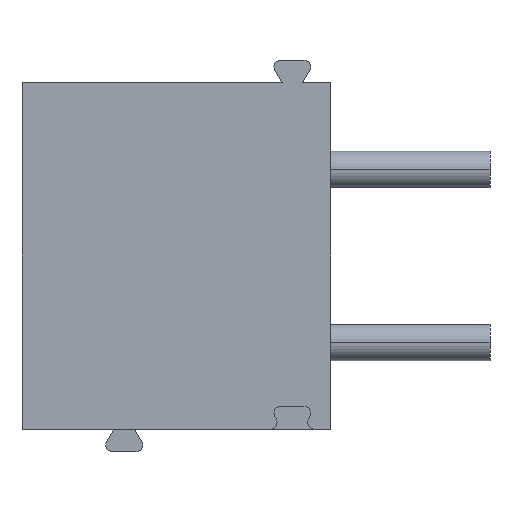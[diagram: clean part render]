
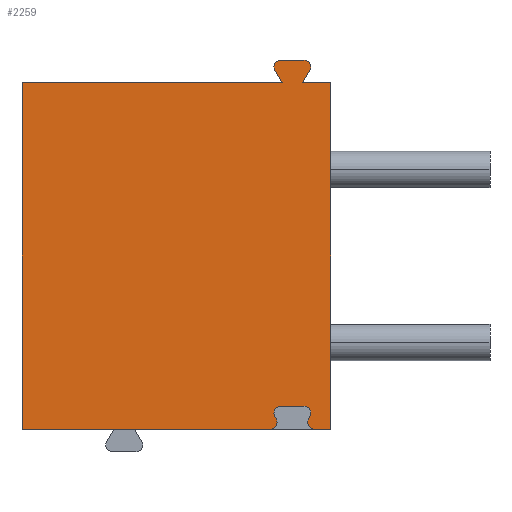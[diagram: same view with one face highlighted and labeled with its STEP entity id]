
A CAD part, front view. The second image highlights one B-rep face of the part: STEP entity #2259.
In plain terms, the highlighted planar face has unit normal (0, -1, 0).
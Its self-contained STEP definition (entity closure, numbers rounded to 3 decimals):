
#37=DIRECTION('',(1.,0.,0.));
#38=VECTOR('',#37,0.625);
#39=CARTESIAN_POINT('',(2.775,-4.1,5.715));
#40=LINE('',#39,#38);
#53=DIRECTION('',(1.,0.,0.));
#54=VECTOR('',#53,5.725);
#55=CARTESIAN_POINT('',(-3.4,-4.1,5.715));
#56=LINE('',#55,#54);
#281=CARTESIAN_POINT('',(3.036,-4.1,-1.755));
#282=DIRECTION('',(0.,-1.,0.));
#283=DIRECTION('',(-0.866,0.,0.5));
#284=AXIS2_PLACEMENT_3D('',#281,#282,#283);
#286=DIRECTION('',(0.5,0.,0.866));
#287=VECTOR('',#286,0.058);
#288=CARTESIAN_POINT('',(2.906,-4.1,-1.68));
#289=LINE('',#288,#287);
#290=CARTESIAN_POINT('',(2.805,-4.1,-1.555));
#291=DIRECTION('',(0.,-1.,0.));
#292=DIRECTION('',(0.866,0.,-0.5));
#293=AXIS2_PLACEMENT_3D('',#290,#291,#292);
#295=DIRECTION('',(-1.,0.,0.));
#296=VECTOR('',#295,0.51);
#297=CARTESIAN_POINT('',(2.805,-4.1,-1.405));
#298=LINE('',#297,#296);
#299=CARTESIAN_POINT('',(2.295,-4.1,-1.555));
#300=DIRECTION('',(0.,-1.,0.));
#301=DIRECTION('',(0.,0.,1.));
#302=AXIS2_PLACEMENT_3D('',#299,#300,#301);
#304=DIRECTION('',(0.5,0.,-0.866));
#305=VECTOR('',#304,0.058);
#306=CARTESIAN_POINT('',(2.165,-4.1,-1.63));
#307=LINE('',#306,#305);
#308=CARTESIAN_POINT('',(2.064,-4.1,-1.755));
#309=DIRECTION('',(0.,-1.,0.));
#310=DIRECTION('',(0.,0.,-1.));
#311=AXIS2_PLACEMENT_3D('',#308,#309,#310);
#313=DIRECTION('',(0.,0.,-1.));
#314=VECTOR('',#313,7.62);
#315=CARTESIAN_POINT('',(-3.4,-4.1,5.715));
#316=LINE('',#315,#314);
#317=DIRECTION('',(0.5,0.,-0.866));
#318=VECTOR('',#317,0.318);
#319=CARTESIAN_POINT('',(2.166,-4.1,5.99));
#320=LINE('',#319,#318);
#321=CARTESIAN_POINT('',(2.296,-4.1,6.065));
#322=DIRECTION('',(0.,-1.,0.));
#323=DIRECTION('',(0.,0.,1.));
#324=AXIS2_PLACEMENT_3D('',#321,#322,#323);
#326=DIRECTION('',(-1.,0.,0.));
#327=VECTOR('',#326,0.508);
#328=CARTESIAN_POINT('',(2.804,-4.1,6.215));
#329=LINE('',#328,#327);
#330=CARTESIAN_POINT('',(2.804,-4.1,6.065));
#331=DIRECTION('',(0.,-1.,0.));
#332=DIRECTION('',(0.866,0.,-0.5));
#333=AXIS2_PLACEMENT_3D('',#330,#331,#332);
#335=DIRECTION('',(0.5,0.,0.866));
#336=VECTOR('',#335,0.318);
#337=CARTESIAN_POINT('',(2.775,-4.1,5.715));
#338=LINE('',#337,#336);
#347=DIRECTION('',(1.,0.,0.));
#348=VECTOR('',#347,0.364);
#349=CARTESIAN_POINT('',(3.036,-4.1,-1.905));
#350=LINE('',#349,#348);
#387=DIRECTION('',(1.,0.,0.));
#388=VECTOR('',#387,5.464);
#389=CARTESIAN_POINT('',(-3.4,-4.1,-1.905));
#390=LINE('',#389,#388);
#451=DIRECTION('',(0.,0.,-1.));
#452=VECTOR('',#451,7.62);
#453=CARTESIAN_POINT('',(3.4,-4.1,5.715));
#454=LINE('',#453,#452);
#1529=CARTESIAN_POINT('',(-3.4,-4.1,5.715));
#1530=VERTEX_POINT('',#1529);
#1531=CARTESIAN_POINT('',(3.4,-4.1,5.715));
#1533=VERTEX_POINT('',#1531);
#1541=CARTESIAN_POINT('',(-3.4,-4.1,-1.905));
#1542=VERTEX_POINT('',#1541);
#1543=CARTESIAN_POINT('',(3.4,-4.1,-1.905));
#1545=VERTEX_POINT('',#1543);
#1577=CARTESIAN_POINT('',(2.325,-4.1,5.715));
#1578=VERTEX_POINT('',#1577);
#1579=CARTESIAN_POINT('',(2.775,-4.1,5.715));
#1580=VERTEX_POINT('',#1579);
#1581=CARTESIAN_POINT('',(2.296,-4.1,6.215));
#1582=CARTESIAN_POINT('',(2.166,-4.1,5.99));
#1583=VERTEX_POINT('',#1581);
#1584=VERTEX_POINT('',#1582);
#1585=CARTESIAN_POINT('',(2.934,-4.1,5.99));
#1586=CARTESIAN_POINT('',(2.804,-4.1,6.215));
#1587=VERTEX_POINT('',#1585);
#1588=VERTEX_POINT('',#1586);
#1613=CARTESIAN_POINT('',(3.036,-4.1,-1.905));
#1614=VERTEX_POINT('',#1613);
#1615=CARTESIAN_POINT('',(2.064,-4.1,-1.905));
#1616=VERTEX_POINT('',#1615);
#1617=CARTESIAN_POINT('',(2.906,-4.1,-1.68));
#1618=VERTEX_POINT('',#1617);
#1619=CARTESIAN_POINT('',(2.935,-4.1,-1.63));
#1620=VERTEX_POINT('',#1619);
#1621=CARTESIAN_POINT('',(2.805,-4.1,-1.405));
#1622=VERTEX_POINT('',#1621);
#1623=CARTESIAN_POINT('',(2.295,-4.1,-1.405));
#1624=VERTEX_POINT('',#1623);
#1625=CARTESIAN_POINT('',(2.165,-4.1,-1.63));
#1626=VERTEX_POINT('',#1625);
#1627=CARTESIAN_POINT('',(2.194,-4.1,-1.68));
#1628=VERTEX_POINT('',#1627);
#2219=CARTESIAN_POINT('',(-3.4,-4.1,5.715));
#2220=DIRECTION('',(0.,-1.,0.));
#2221=DIRECTION('',(1.,0.,0.));
#2222=AXIS2_PLACEMENT_3D('',#2219,#2220,#2221);
#2223=PLANE('',#2222);
#2225=ORIENTED_EDGE('',*,*,#2224,.F.);
#2227=ORIENTED_EDGE('',*,*,#2226,.T.);
#2229=ORIENTED_EDGE('',*,*,#2228,.T.);
#2231=ORIENTED_EDGE('',*,*,#2230,.T.);
#2233=ORIENTED_EDGE('',*,*,#2232,.T.);
#2235=ORIENTED_EDGE('',*,*,#2234,.T.);
#2237=ORIENTED_EDGE('',*,*,#2236,.F.);
#2239=ORIENTED_EDGE('',*,*,#2238,.F.);
#2240=ORIENTED_EDGE('',*,*,#2200,.F.);
#2241=ORIENTED_EDGE('',*,*,#1954,.T.);
#2243=ORIENTED_EDGE('',*,*,#2242,.F.);
#2245=ORIENTED_EDGE('',*,*,#2244,.F.);
#2247=ORIENTED_EDGE('',*,*,#2246,.F.);
#2249=ORIENTED_EDGE('',*,*,#2248,.F.);
#2251=ORIENTED_EDGE('',*,*,#2250,.F.);
#2252=ORIENTED_EDGE('',*,*,#1946,.T.);
#2254=ORIENTED_EDGE('',*,*,#2253,.T.);
#2256=ORIENTED_EDGE('',*,*,#2255,.F.);
#2257=EDGE_LOOP('',(#2225,#2227,#2229,#2231,#2233,#2235,#2237,#2239,#2240,#2241,
#2243,#2245,#2247,#2249,#2251,#2252,#2254,#2256));
#2258=FACE_OUTER_BOUND('',#2257,.F.);
#285=CIRCLE('',#284,0.15);
#294=CIRCLE('',#293,0.15);
#303=CIRCLE('',#302,0.15);
#312=CIRCLE('',#311,0.15);
#325=CIRCLE('',#324,0.15);
#334=CIRCLE('',#333,0.15);
#1946=EDGE_CURVE('',#1580,#1533,#40,.T.);
#1954=EDGE_CURVE('',#1530,#1578,#56,.T.);
#2200=EDGE_CURVE('',#1530,#1542,#316,.T.);
#2224=EDGE_CURVE('',#1618,#1614,#285,.T.);
#2226=EDGE_CURVE('',#1618,#1620,#289,.T.);
#2228=EDGE_CURVE('',#1620,#1622,#294,.T.);
#2230=EDGE_CURVE('',#1622,#1624,#298,.T.);
#2232=EDGE_CURVE('',#1624,#1626,#303,.T.);
#2234=EDGE_CURVE('',#1626,#1628,#307,.T.);
#2236=EDGE_CURVE('',#1616,#1628,#312,.T.);
#2238=EDGE_CURVE('',#1542,#1616,#390,.T.);
#2242=EDGE_CURVE('',#1584,#1578,#320,.T.);
#2244=EDGE_CURVE('',#1583,#1584,#325,.T.);
#2246=EDGE_CURVE('',#1588,#1583,#329,.T.);
#2248=EDGE_CURVE('',#1587,#1588,#334,.T.);
#2250=EDGE_CURVE('',#1580,#1587,#338,.T.);
#2253=EDGE_CURVE('',#1533,#1545,#454,.T.);
#2255=EDGE_CURVE('',#1614,#1545,#350,.T.);
#2259=ADVANCED_FACE('',(#2258),#2223,.T.);
